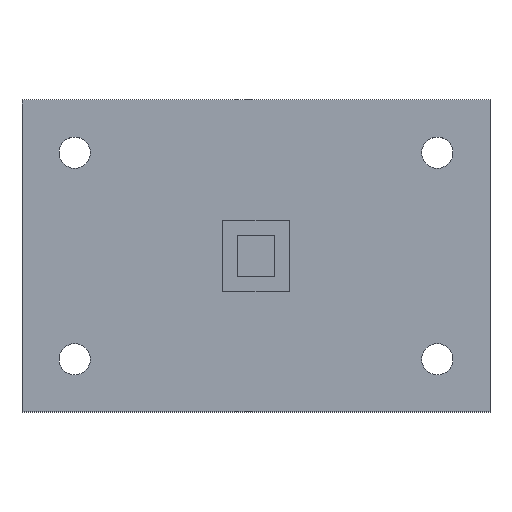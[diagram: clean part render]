
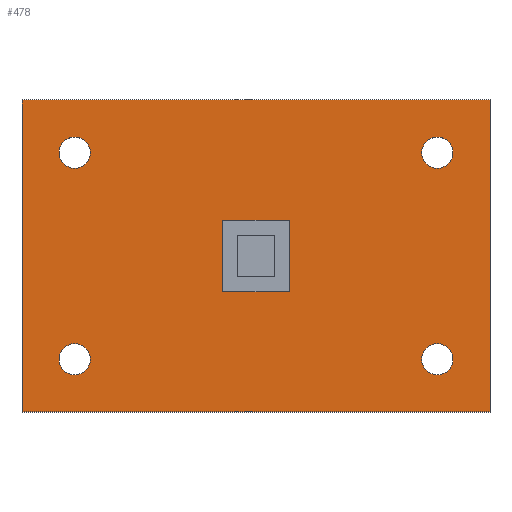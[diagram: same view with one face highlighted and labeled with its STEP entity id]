
A CAD part, top view. The second image highlights one B-rep face of the part: STEP entity #478.
In plain terms, the highlighted planar face has unit normal (0, 0, 1).
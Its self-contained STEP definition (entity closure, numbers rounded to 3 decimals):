
#73=DIRECTION('',(-1.,0.,0.));
#74=VECTOR('',#73,60.);
#75=CARTESIAN_POINT('',(30.,20.,1.5));
#76=LINE('',#75,#74);
#77=DIRECTION('',(0.,1.,0.));
#78=VECTOR('',#77,40.);
#79=CARTESIAN_POINT('',(30.,-20.,1.5));
#80=LINE('',#79,#78);
#81=DIRECTION('',(1.,0.,0.));
#82=VECTOR('',#81,60.);
#83=CARTESIAN_POINT('',(-30.,-20.,1.5));
#84=LINE('',#83,#82);
#85=DIRECTION('',(0.,-1.,0.));
#86=VECTOR('',#85,40.);
#87=CARTESIAN_POINT('',(-30.,20.,1.5));
#88=LINE('',#87,#86);
#89=CARTESIAN_POINT('',(-23.25,13.25,1.5));
#90=DIRECTION('',(0.,0.,1.));
#91=DIRECTION('',(1.,0.,0.));
#92=AXIS2_PLACEMENT_3D('',#89,#90,#91);
#94=CARTESIAN_POINT('',(-23.25,13.25,1.5));
#95=DIRECTION('',(0.,0.,1.));
#96=DIRECTION('',(-1.,0.,0.));
#97=AXIS2_PLACEMENT_3D('',#94,#95,#96);
#99=CARTESIAN_POINT('',(23.25,13.25,1.5));
#100=DIRECTION('',(0.,0.,1.));
#101=DIRECTION('',(1.,0.,0.));
#102=AXIS2_PLACEMENT_3D('',#99,#100,#101);
#104=CARTESIAN_POINT('',(23.25,13.25,1.5));
#105=DIRECTION('',(0.,0.,1.));
#106=DIRECTION('',(-1.,0.,0.));
#107=AXIS2_PLACEMENT_3D('',#104,#105,#106);
#109=CARTESIAN_POINT('',(23.25,-13.25,1.5));
#110=DIRECTION('',(0.,0.,1.));
#111=DIRECTION('',(1.,0.,0.));
#112=AXIS2_PLACEMENT_3D('',#109,#110,#111);
#114=CARTESIAN_POINT('',(23.25,-13.25,1.5));
#115=DIRECTION('',(0.,0.,1.));
#116=DIRECTION('',(-1.,0.,0.));
#117=AXIS2_PLACEMENT_3D('',#114,#115,#116);
#119=CARTESIAN_POINT('',(-23.25,-13.25,1.5));
#120=DIRECTION('',(0.,0.,1.));
#121=DIRECTION('',(1.,0.,0.));
#122=AXIS2_PLACEMENT_3D('',#119,#120,#121);
#124=CARTESIAN_POINT('',(-23.25,-13.25,1.5));
#125=DIRECTION('',(0.,0.,1.));
#126=DIRECTION('',(-1.,0.,0.));
#127=AXIS2_PLACEMENT_3D('',#124,#125,#126);
#145=DIRECTION('',(0.,-1.,0.));
#146=VECTOR('',#145,9.2);
#147=CARTESIAN_POINT('',(-4.246,4.6,1.5));
#148=LINE('',#147,#146);
#149=DIRECTION('',(1.,0.,0.));
#150=VECTOR('',#149,8.492);
#151=CARTESIAN_POINT('',(-4.246,-4.6,1.5));
#152=LINE('',#151,#150);
#153=DIRECTION('',(0.,1.,0.));
#154=VECTOR('',#153,9.2);
#155=CARTESIAN_POINT('',(4.246,-4.6,1.5));
#156=LINE('',#155,#154);
#157=DIRECTION('',(-1.,0.,0.));
#158=VECTOR('',#157,8.492);
#159=CARTESIAN_POINT('',(4.246,4.6,1.5));
#160=LINE('',#159,#158);
#265=CARTESIAN_POINT('',(30.,20.,1.5));
#266=CARTESIAN_POINT('',(-30.,20.,1.5));
#267=VERTEX_POINT('',#265);
#268=VERTEX_POINT('',#266);
#269=CARTESIAN_POINT('',(-30.,-20.,1.5));
#270=VERTEX_POINT('',#269);
#271=CARTESIAN_POINT('',(30.,-20.,1.5));
#272=VERTEX_POINT('',#271);
#289=CARTESIAN_POINT('',(-21.25,13.25,1.5));
#290=CARTESIAN_POINT('',(-25.25,13.25,1.5));
#291=VERTEX_POINT('',#289);
#292=VERTEX_POINT('',#290);
#293=CARTESIAN_POINT('',(25.25,13.25,1.5));
#294=CARTESIAN_POINT('',(21.25,13.25,1.5));
#295=VERTEX_POINT('',#293);
#296=VERTEX_POINT('',#294);
#297=CARTESIAN_POINT('',(25.25,-13.25,1.5));
#298=CARTESIAN_POINT('',(21.25,-13.25,1.5));
#299=VERTEX_POINT('',#297);
#300=VERTEX_POINT('',#298);
#301=CARTESIAN_POINT('',(-21.25,-13.25,1.5));
#302=CARTESIAN_POINT('',(-25.25,-13.25,1.5));
#303=VERTEX_POINT('',#301);
#304=VERTEX_POINT('',#302);
#329=CARTESIAN_POINT('',(-4.246,4.6,1.5));
#330=CARTESIAN_POINT('',(-4.246,-4.6,1.5));
#331=VERTEX_POINT('',#329);
#332=VERTEX_POINT('',#330);
#333=CARTESIAN_POINT('',(4.246,-4.6,1.5));
#334=VERTEX_POINT('',#333);
#335=CARTESIAN_POINT('',(4.246,4.6,1.5));
#336=VERTEX_POINT('',#335);
#433=CARTESIAN_POINT('',(0.,0.,1.5));
#434=DIRECTION('',(0.,0.,1.));
#435=DIRECTION('',(1.,0.,0.));
#436=AXIS2_PLACEMENT_3D('',#433,#434,#435);
#437=PLANE('',#436);
#438=ORIENTED_EDGE('',*,*,#385,.F.);
#439=ORIENTED_EDGE('',*,*,#400,.F.);
#440=ORIENTED_EDGE('',*,*,#414,.F.);
#441=ORIENTED_EDGE('',*,*,#427,.F.);
#442=EDGE_LOOP('',(#438,#439,#440,#441));
#443=FACE_OUTER_BOUND('',#442,.F.);
#445=ORIENTED_EDGE('',*,*,#444,.T.);
#447=ORIENTED_EDGE('',*,*,#446,.T.);
#448=EDGE_LOOP('',(#445,#447));
#449=FACE_BOUND('',#448,.F.);
#451=ORIENTED_EDGE('',*,*,#450,.T.);
#453=ORIENTED_EDGE('',*,*,#452,.T.);
#454=EDGE_LOOP('',(#451,#453));
#455=FACE_BOUND('',#454,.F.);
#457=ORIENTED_EDGE('',*,*,#456,.T.);
#459=ORIENTED_EDGE('',*,*,#458,.T.);
#460=EDGE_LOOP('',(#457,#459));
#461=FACE_BOUND('',#460,.F.);
#463=ORIENTED_EDGE('',*,*,#462,.T.);
#465=ORIENTED_EDGE('',*,*,#464,.T.);
#466=EDGE_LOOP('',(#463,#465));
#467=FACE_BOUND('',#466,.F.);
#469=ORIENTED_EDGE('',*,*,#468,.T.);
#471=ORIENTED_EDGE('',*,*,#470,.T.);
#473=ORIENTED_EDGE('',*,*,#472,.T.);
#475=ORIENTED_EDGE('',*,*,#474,.T.);
#476=EDGE_LOOP('',(#469,#471,#473,#475));
#477=FACE_BOUND('',#476,.F.);
#478=ADVANCED_FACE('',(#443,#449,#455,#461,#467,#477),#437,.T.);
#93=CIRCLE('',#92,2.);
#98=CIRCLE('',#97,2.);
#103=CIRCLE('',#102,2.);
#108=CIRCLE('',#107,2.);
#113=CIRCLE('',#112,2.);
#118=CIRCLE('',#117,2.);
#123=CIRCLE('',#122,2.);
#128=CIRCLE('',#127,2.);
#385=EDGE_CURVE('',#267,#268,#76,.T.);
#400=EDGE_CURVE('',#272,#267,#80,.T.);
#414=EDGE_CURVE('',#270,#272,#84,.T.);
#427=EDGE_CURVE('',#268,#270,#88,.T.);
#444=EDGE_CURVE('',#291,#292,#93,.T.);
#446=EDGE_CURVE('',#292,#291,#98,.T.);
#450=EDGE_CURVE('',#295,#296,#103,.T.);
#452=EDGE_CURVE('',#296,#295,#108,.T.);
#456=EDGE_CURVE('',#299,#300,#113,.T.);
#458=EDGE_CURVE('',#300,#299,#118,.T.);
#462=EDGE_CURVE('',#303,#304,#123,.T.);
#464=EDGE_CURVE('',#304,#303,#128,.T.);
#468=EDGE_CURVE('',#331,#332,#148,.T.);
#470=EDGE_CURVE('',#332,#334,#152,.T.);
#472=EDGE_CURVE('',#334,#336,#156,.T.);
#474=EDGE_CURVE('',#336,#331,#160,.T.);
